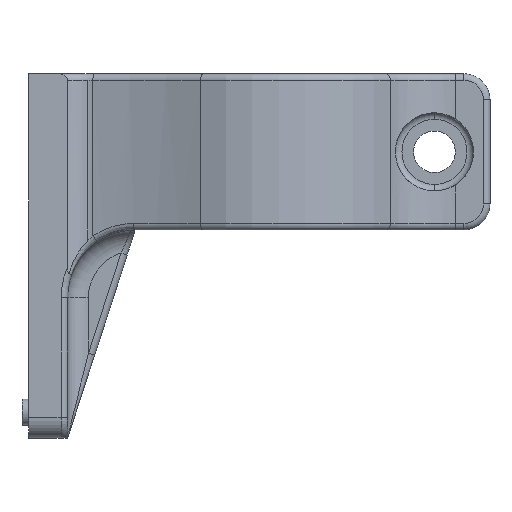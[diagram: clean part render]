
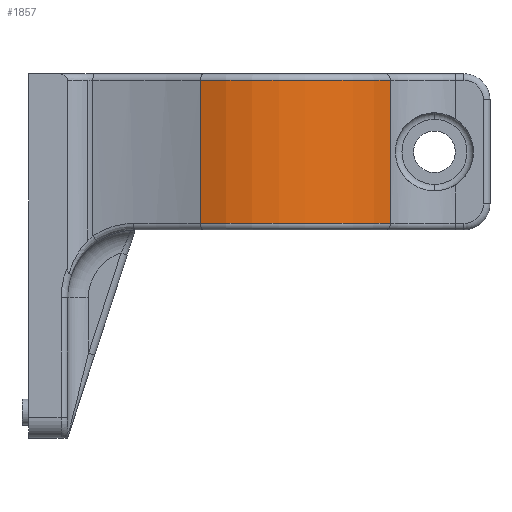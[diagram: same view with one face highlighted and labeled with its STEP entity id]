
A CAD part, left-side view. The second image highlights one B-rep face of the part: STEP entity #1857.
In plain terms, the highlighted cylindrical face has radius 18.81 mm (diameter 37.62 mm), a partial arc.
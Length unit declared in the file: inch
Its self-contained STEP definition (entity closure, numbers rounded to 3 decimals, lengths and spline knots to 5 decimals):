
#58 = CIRCLE ( 'NONE', #3831, 0.74055 ) ;
#74 = FACE_OUTER_BOUND ( 'NONE', #2094, .T. ) ;
#214 = ORIENTED_EDGE ( 'NONE', *, *, #2571, .T. ) ;
#256 = VERTEX_POINT ( 'NONE', #1479 ) ;
#298 = VERTEX_POINT ( 'NONE', #3656 ) ;
#300 = AXIS2_PLACEMENT_3D ( 'NONE', #3233, #1923, #1325 ) ;
#318 = ORIENTED_EDGE ( 'NONE', *, *, #3680, .T. ) ;
#333 = EDGE_CURVE ( 'NONE', #256, #298, #3159, .T. ) ;
#340 = DIRECTION ( 'NONE',  ( 0., 0., 1. ) ) ;
#596 = AXIS2_PLACEMENT_3D ( 'NONE', #3405, #3081, #4047 ) ;
#883 = VECTOR ( 'NONE', #1353, 39.37008 ) ;
#981 = CIRCLE ( 'NONE', #596, 0.74055 ) ;
#1025 = LINE ( 'NONE', #2314, #883 ) ;
#1050 = ORIENTED_EDGE ( 'NONE', *, *, #333, .F. ) ;
#1054 = DIRECTION ( 'NONE',  ( 0., 1., 0. ) ) ;
#1076 = DIRECTION ( 'NONE',  ( 0., 0., -1. ) ) ;
#1224 = CARTESIAN_POINT ( 'NONE',  ( -0.4149, -1.55091, 0.15625 ) ) ;
#1325 = DIRECTION ( 'NONE',  ( 1., 0., 0. ) ) ;
#1353 = DIRECTION ( 'NONE',  ( 0., 0., 1. ) ) ;
#1454 = EDGE_CURVE ( 'NONE', #3682, #1747, #1025, .T. ) ;
#1479 = CARTESIAN_POINT ( 'NONE',  ( -0.67752, -0.63853, 0.15625 ) ) ;
#1634 = CARTESIAN_POINT ( 'NONE',  ( 0., -0.9375, 0.84375 ) ) ;
#1747 = VERTEX_POINT ( 'NONE', #1940 ) ;
#1857 = ADVANCED_FACE ( 'NONE', ( #74 ), #3209, .T. ) ;
#1923 = DIRECTION ( 'NONE',  ( 0., 0., 1. ) ) ;
#1940 = CARTESIAN_POINT ( 'NONE',  ( -0.4149, -1.55091, 0.84375 ) ) ;
#2094 = EDGE_LOOP ( 'NONE', ( #3041, #214, #1050, #318 ) ) ;
#2314 = CARTESIAN_POINT ( 'NONE',  ( -0.4149, -1.55091, 0.125 ) ) ;
#2497 = CARTESIAN_POINT ( 'NONE',  ( -0.67752, -0.63853, 0.125 ) ) ;
#2571 = EDGE_CURVE ( 'NONE', #1747, #298, #58, .T. ) ;
#2905 = VECTOR ( 'NONE', #340, 39.37008 ) ;
#3041 = ORIENTED_EDGE ( 'NONE', *, *, #1454, .T. ) ;
#3081 = DIRECTION ( 'NONE',  ( 0., 0., 1. ) ) ;
#3159 = LINE ( 'NONE', #2497, #2905 ) ;
#3209 = CYLINDRICAL_SURFACE ( 'NONE', #300, 0.74055 ) ;
#3233 = CARTESIAN_POINT ( 'NONE',  ( 0., -0.9375, 0.125 ) ) ;
#3405 = CARTESIAN_POINT ( 'NONE',  ( 0., -0.9375, 0.15625 ) ) ;
#3656 = CARTESIAN_POINT ( 'NONE',  ( -0.67752, -0.63853, 0.84375 ) ) ;
#3680 = EDGE_CURVE ( 'NONE', #256, #3682, #981, .T. ) ;
#3682 = VERTEX_POINT ( 'NONE', #1224 ) ;
#3831 = AXIS2_PLACEMENT_3D ( 'NONE', #1634, #1076, #1054 ) ;
#4047 = DIRECTION ( 'NONE',  ( 1., 0., 0. ) ) ;
